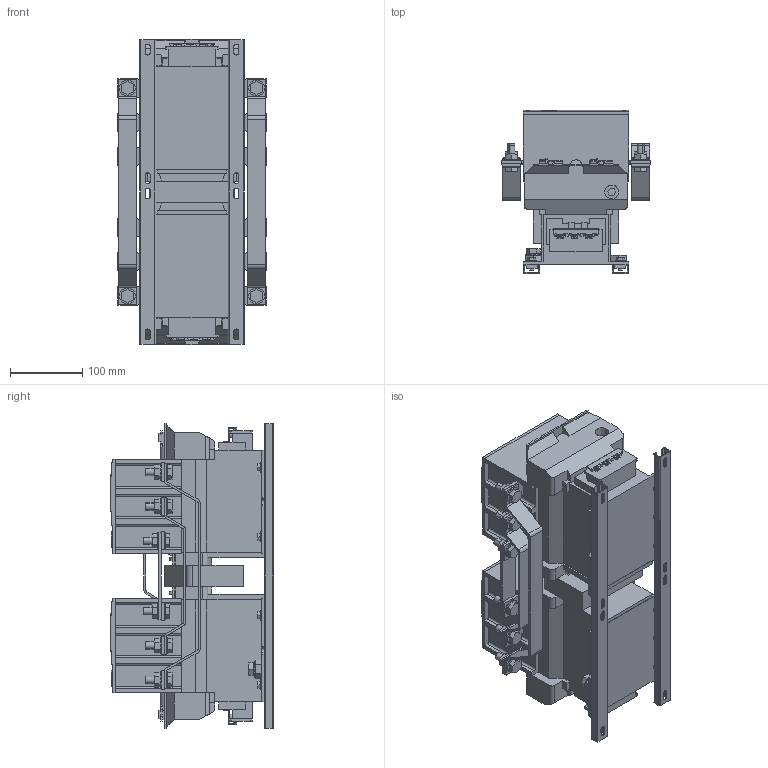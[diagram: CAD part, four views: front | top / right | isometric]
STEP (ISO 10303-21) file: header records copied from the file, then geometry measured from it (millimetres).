
FILE_DESCRIPTION (( 'STEP AP214' ), '1' );
FILE_NAME ('KKT53-265-230-10 Êîíòàêòîð ÊÒÈ-52653 ðåâåðñ 265À 230Â_ÀÑ3 ÈÝÊ.STEP', '2017-12-25T07:40:14', ( '' ), ( '' ), 'SwSTEP 2.0', 'SolidWorks 2014', '' );
FILE_SCHEMA (( 'AUTOMOTIVE_DESIGN' ));
Length unit declared in the file: millimetre
Products named in the file (1): KKT53-265-230-10 Êîíòàêòîð ÊÒÈ-52653 ðåâåðñ 265À  230Â_ÀÑ3  ÈÝÊ
Bounding box: 204.3 x 224.85 x 422 mm (x, y, z)
Volume: 8248550.4 mm3; surface area: 657735.5 mm2
Topology: 2 solids, 28 shells, 3112 faces, 8610 edges, 5642 vertices
Faces by surface type: plane 2126, cylinder 602, bspline 362, torus 18, cone 4
Entity records: 120697 total; most frequent: CARTESIAN_POINT 42587, ORIENTED_EDGE 17196, DIRECTION 14566, EDGE_CURVE 8598, VECTOR 6248, LINE 6248, VERTEX_POINT 5642, AXIS2_PLACEMENT_3D 4159
